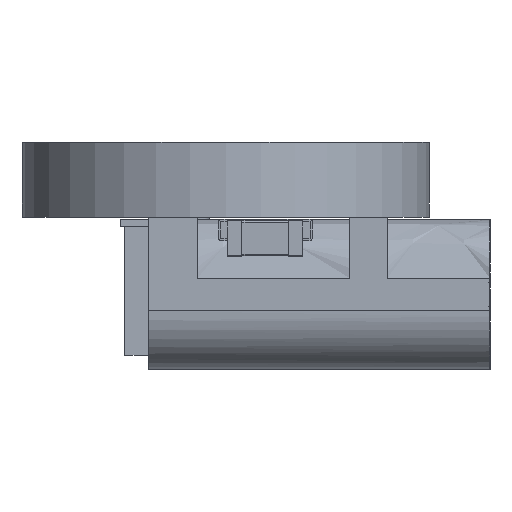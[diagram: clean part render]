
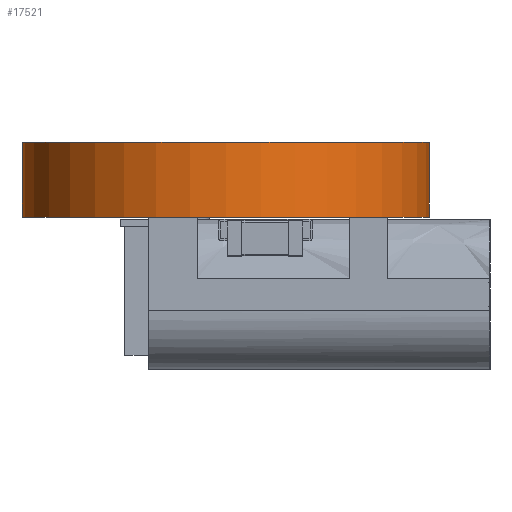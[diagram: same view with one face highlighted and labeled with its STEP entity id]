
A CAD part, left-side view. The second image highlights one B-rep face of the part: STEP entity #17521.
In plain terms, the highlighted cylindrical face has radius 4.35 mm (diameter 8.7 mm), a partial arc.
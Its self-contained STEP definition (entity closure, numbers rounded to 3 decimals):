
#17330 = PLANE('',#17331);
#17331 = AXIS2_PLACEMENT_3D('',#17332,#17333,#17334);
#17332 = CARTESIAN_POINT('',(-16.,-10.,0.));
#17333 = DIRECTION('',(0.,-1.,0.));
#17334 = DIRECTION('',(-1.,0.,0.));
#17355 = VERTEX_POINT('',#17356);
#17356 = CARTESIAN_POINT('',(-54.,-10.,1.6));
#17370 = PLANE('',#17371);
#17371 = AXIS2_PLACEMENT_3D('',#17372,#17373,#17374);
#17372 = CARTESIAN_POINT('',(-35.,-5.65,1.6));
#17373 = DIRECTION('',(-0.,-0.,-1.));
#17374 = DIRECTION('',(-1.,0.,0.));
#17382 = EDGE_CURVE('',#17383,#17355,#17385,.T.);
#17383 = VERTEX_POINT('',#17384);
#17384 = CARTESIAN_POINT('',(-54.,-10.,0.));
#17385 = SURFACE_CURVE('',#17386,(#17390,#17397),.PCURVE_S1.);
#17386 = LINE('',#17387,#17388);
#17387 = CARTESIAN_POINT('',(-54.,-10.,0.));
#17388 = VECTOR('',#17389,1.);
#17389 = DIRECTION('',(0.,0.,1.));
#17390 = PCURVE('',#17330,#17391);
#17391 = DEFINITIONAL_REPRESENTATION('',(#17392),#17396);
#17392 = LINE('',#17393,#17394);
#17393 = CARTESIAN_POINT('',(38.,0.));
#17394 = VECTOR('',#17395,1.);
#17395 = DIRECTION('',(0.,-1.));
#17396 = ( GEOMETRIC_REPRESENTATION_CONTEXT(2) 
PARAMETRIC_REPRESENTATION_CONTEXT() REPRESENTATION_CONTEXT('2D SPACE',''
  ) );
#17397 = PCURVE('',#17398,#17403);
#17398 = CYLINDRICAL_SURFACE('',#17399,4.35);
#17399 = AXIS2_PLACEMENT_3D('',#17400,#17401,#17402);
#17400 = CARTESIAN_POINT('',(-54.,-5.65,0.));
#17401 = DIRECTION('',(-0.,-0.,-1.));
#17402 = DIRECTION('',(1.,0.,-0.));
#17403 = DEFINITIONAL_REPRESENTATION('',(#17404),#17408);
#17404 = LINE('',#17405,#17406);
#17405 = CARTESIAN_POINT('',(-4.712,0.));
#17406 = VECTOR('',#17407,1.);
#17407 = DIRECTION('',(-0.,-1.));
#17408 = ( GEOMETRIC_REPRESENTATION_CONTEXT(2) 
PARAMETRIC_REPRESENTATION_CONTEXT() REPRESENTATION_CONTEXT('2D SPACE',''
  ) );
#17424 = PLANE('',#17425);
#17425 = AXIS2_PLACEMENT_3D('',#17426,#17427,#17428);
#17426 = CARTESIAN_POINT('',(-35.,-5.65,0.));
#17427 = DIRECTION('',(-0.,-0.,-1.));
#17428 = DIRECTION('',(-1.,0.,0.));
#17484 = PLANE('',#17485);
#17485 = AXIS2_PLACEMENT_3D('',#17486,#17487,#17488);
#17486 = CARTESIAN_POINT('',(-54.,-1.3,0.));
#17487 = DIRECTION('',(0.,1.,0.));
#17488 = DIRECTION('',(1.,0.,0.));
#17521 = ADVANCED_FACE('',(#17522),#17398,.T.);
#17522 = FACE_BOUND('',#17523,.F.);
#17523 = EDGE_LOOP('',(#17524,#17549,#17575,#17576));
#17524 = ORIENTED_EDGE('',*,*,#17525,.T.);
#17525 = EDGE_CURVE('',#17526,#17528,#17530,.T.);
#17526 = VERTEX_POINT('',#17527);
#17527 = CARTESIAN_POINT('',(-54.,-1.3,0.));
#17528 = VERTEX_POINT('',#17529);
#17529 = CARTESIAN_POINT('',(-54.,-1.3,1.6));
#17530 = SURFACE_CURVE('',#17531,(#17535,#17542),.PCURVE_S1.);
#17531 = LINE('',#17532,#17533);
#17532 = CARTESIAN_POINT('',(-54.,-1.3,0.));
#17533 = VECTOR('',#17534,1.);
#17534 = DIRECTION('',(0.,0.,1.));
#17535 = PCURVE('',#17398,#17536);
#17536 = DEFINITIONAL_REPRESENTATION('',(#17537),#17541);
#17537 = LINE('',#17538,#17539);
#17538 = CARTESIAN_POINT('',(-1.571,0.));
#17539 = VECTOR('',#17540,1.);
#17540 = DIRECTION('',(-0.,-1.));
#17541 = ( GEOMETRIC_REPRESENTATION_CONTEXT(2) 
PARAMETRIC_REPRESENTATION_CONTEXT() REPRESENTATION_CONTEXT('2D SPACE',''
  ) );
#17542 = PCURVE('',#17484,#17543);
#17543 = DEFINITIONAL_REPRESENTATION('',(#17544),#17548);
#17544 = LINE('',#17545,#17546);
#17545 = CARTESIAN_POINT('',(0.,0.));
#17546 = VECTOR('',#17547,1.);
#17547 = DIRECTION('',(0.,-1.));
#17548 = ( GEOMETRIC_REPRESENTATION_CONTEXT(2) 
PARAMETRIC_REPRESENTATION_CONTEXT() REPRESENTATION_CONTEXT('2D SPACE',''
  ) );
#17549 = ORIENTED_EDGE('',*,*,#17550,.T.);
#17550 = EDGE_CURVE('',#17528,#17355,#17551,.T.);
#17551 = SURFACE_CURVE('',#17552,(#17557,#17564),.PCURVE_S1.);
#17552 = CIRCLE('',#17553,4.35);
#17553 = AXIS2_PLACEMENT_3D('',#17554,#17555,#17556);
#17554 = CARTESIAN_POINT('',(-54.,-5.65,1.6));
#17555 = DIRECTION('',(0.,0.,1.));
#17556 = DIRECTION('',(1.,0.,-0.));
#17557 = PCURVE('',#17398,#17558);
#17558 = DEFINITIONAL_REPRESENTATION('',(#17559),#17563);
#17559 = LINE('',#17560,#17561);
#17560 = CARTESIAN_POINT('',(-0.,-1.6));
#17561 = VECTOR('',#17562,1.);
#17562 = DIRECTION('',(-1.,0.));
#17563 = ( GEOMETRIC_REPRESENTATION_CONTEXT(2) 
PARAMETRIC_REPRESENTATION_CONTEXT() REPRESENTATION_CONTEXT('2D SPACE',''
  ) );
#17564 = PCURVE('',#17370,#17565);
#17565 = DEFINITIONAL_REPRESENTATION('',(#17566),#17574);
#17566 = ( BOUNDED_CURVE() B_SPLINE_CURVE(2,(#17567,#17568,#17569,#17570
    ,#17571,#17572,#17573),.UNSPECIFIED.,.T.,.F.) 
B_SPLINE_CURVE_WITH_KNOTS((1,2,2,2,2,1),(-2.094,0.,
    2.094,4.189,6.283,8.378),
.UNSPECIFIED.) CURVE() GEOMETRIC_REPRESENTATION_ITEM() 
RATIONAL_B_SPLINE_CURVE((1.,0.5,1.,0.5,1.,0.5,1.)) REPRESENTATION_ITEM(
  '') );
#17567 = CARTESIAN_POINT('',(14.65,0.));
#17568 = CARTESIAN_POINT('',(14.65,7.534));
#17569 = CARTESIAN_POINT('',(21.175,3.767));
#17570 = CARTESIAN_POINT('',(27.7,0.));
#17571 = CARTESIAN_POINT('',(21.175,-3.767));
#17572 = CARTESIAN_POINT('',(14.65,-7.534));
#17573 = CARTESIAN_POINT('',(14.65,0.));
#17574 = ( GEOMETRIC_REPRESENTATION_CONTEXT(2) 
PARAMETRIC_REPRESENTATION_CONTEXT() REPRESENTATION_CONTEXT('2D SPACE',''
  ) );
#17575 = ORIENTED_EDGE('',*,*,#17382,.F.);
#17576 = ORIENTED_EDGE('',*,*,#17577,.F.);
#17577 = EDGE_CURVE('',#17526,#17383,#17578,.T.);
#17578 = SURFACE_CURVE('',#17579,(#17584,#17591),.PCURVE_S1.);
#17579 = CIRCLE('',#17580,4.35);
#17580 = AXIS2_PLACEMENT_3D('',#17581,#17582,#17583);
#17581 = CARTESIAN_POINT('',(-54.,-5.65,0.));
#17582 = DIRECTION('',(0.,0.,1.));
#17583 = DIRECTION('',(1.,0.,-0.));
#17584 = PCURVE('',#17398,#17585);
#17585 = DEFINITIONAL_REPRESENTATION('',(#17586),#17590);
#17586 = LINE('',#17587,#17588);
#17587 = CARTESIAN_POINT('',(-0.,0.));
#17588 = VECTOR('',#17589,1.);
#17589 = DIRECTION('',(-1.,0.));
#17590 = ( GEOMETRIC_REPRESENTATION_CONTEXT(2) 
PARAMETRIC_REPRESENTATION_CONTEXT() REPRESENTATION_CONTEXT('2D SPACE',''
  ) );
#17591 = PCURVE('',#17424,#17592);
#17592 = DEFINITIONAL_REPRESENTATION('',(#17593),#17601);
#17593 = ( BOUNDED_CURVE() B_SPLINE_CURVE(2,(#17594,#17595,#17596,#17597
    ,#17598,#17599,#17600),.UNSPECIFIED.,.T.,.F.) 
B_SPLINE_CURVE_WITH_KNOTS((1,2,2,2,2,1),(-2.094,0.,
    2.094,4.189,6.283,8.378),
.UNSPECIFIED.) CURVE() GEOMETRIC_REPRESENTATION_ITEM() 
RATIONAL_B_SPLINE_CURVE((1.,0.5,1.,0.5,1.,0.5,1.)) REPRESENTATION_ITEM(
  '') );
#17594 = CARTESIAN_POINT('',(14.65,0.));
#17595 = CARTESIAN_POINT('',(14.65,7.534));
#17596 = CARTESIAN_POINT('',(21.175,3.767));
#17597 = CARTESIAN_POINT('',(27.7,0.));
#17598 = CARTESIAN_POINT('',(21.175,-3.767));
#17599 = CARTESIAN_POINT('',(14.65,-7.534));
#17600 = CARTESIAN_POINT('',(14.65,0.));
#17601 = ( GEOMETRIC_REPRESENTATION_CONTEXT(2) 
PARAMETRIC_REPRESENTATION_CONTEXT() REPRESENTATION_CONTEXT('2D SPACE',''
  ) );
